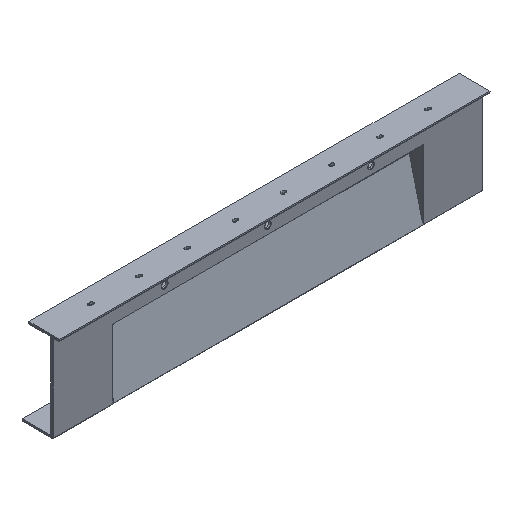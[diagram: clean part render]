
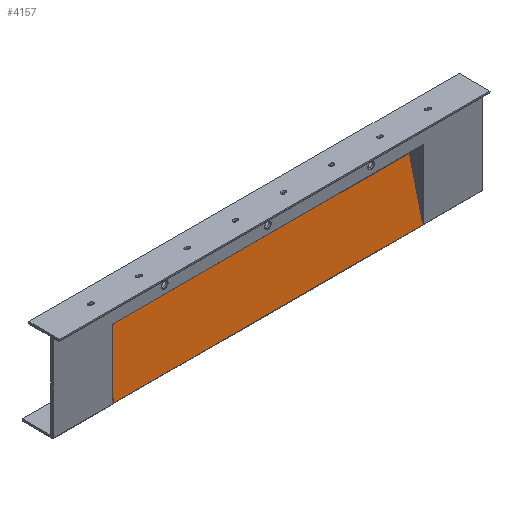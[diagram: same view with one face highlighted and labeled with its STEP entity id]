
A CAD part, isometric view. The second image highlights one B-rep face of the part: STEP entity #4157.
In plain terms, the highlighted planar face has unit normal (0, -0.974, 0.225).
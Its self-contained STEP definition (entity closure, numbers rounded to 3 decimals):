
#412 = LINE ( 'NONE', #8261, #5997 ) ;
#837 = CARTESIAN_POINT ( 'NONE',  ( -1490.762, 137.723, -140.029 ) ) ;
#868 = AXIS2_PLACEMENT_3D ( 'NONE', #5064, #7848, #8035 ) ;
#1086 = DIRECTION ( 'NONE',  ( -0.012, -0.225, -0.974 ) ) ;
#1436 = VERTEX_POINT ( 'NONE', #3784 ) ;
#2407 = DIRECTION ( 'NONE',  ( 1., 0., 0. ) ) ;
#2667 = VERTEX_POINT ( 'NONE', #5920 ) ;
#2727 = CARTESIAN_POINT ( 'NONE',  ( 299.964, 52.811, -507.823 ) ) ;
#2889 = LINE ( 'NONE', #7068, #8422 ) ;
#2993 = VERTEX_POINT ( 'NONE', #9704 ) ;
#3120 = VECTOR ( 'NONE', #10316, 1000. ) ;
#3567 = CARTESIAN_POINT ( 'NONE',  ( 301.056, 51.221, -514.713 ) ) ;
#3607 = EDGE_CURVE ( 'NONE', #2993, #11760, #10249, .T. ) ;
#3695 = ORIENTED_EDGE ( 'NONE', *, *, #5904, .T. ) ;
#3769 = ORIENTED_EDGE ( 'NONE', *, *, #12614, .T. ) ;
#3784 = CARTESIAN_POINT ( 'NONE',  ( -1495.337, 50.434, -518.12 ) ) ;
#4157 = ADVANCED_FACE ( 'NONE', ( #11818 ), #7074, .F. ) ;
#4680 = ORIENTED_EDGE ( 'NONE', *, *, #6983, .T. ) ;
#4836 = CARTESIAN_POINT ( 'NONE',  ( 1200., 137.723, -140.029 ) ) ;
#5064 = CARTESIAN_POINT ( 'NONE',  ( 1200., 137.499, -141. ) ) ;
#5904 = EDGE_CURVE ( 'NONE', #1436, #2667, #412, .T. ) ;
#5920 = CARTESIAN_POINT ( 'NONE',  ( 302.818, 50.434, -518.12 ) ) ;
#5997 = VECTOR ( 'NONE', #2407, 1000. ) ;
#6703 = CARTESIAN_POINT ( 'NONE',  ( 302.818, 50.434, -518.12 ) ) ;
#6983 = EDGE_CURVE ( 'NONE', #2667, #11760, #9965, .T. ) ;
#7068 = CARTESIAN_POINT ( 'NONE',  ( -1495.354, 50.116, -519.499 ) ) ;
#7074 = PLANE ( 'NONE',  #868 ) ;
#7673 = CARTESIAN_POINT ( 'NONE',  ( 299.863, 54.738, -499.476 ) ) ;
#7674 = LINE ( 'NONE', #4836, #12706 ) ;
#7732 = VERTEX_POINT ( 'NONE', #837 ) ;
#7848 = DIRECTION ( 'NONE',  ( 0., 0.974, -0.225 ) ) ;
#8035 = DIRECTION ( 'NONE',  ( 0., 0.225, 0.974 ) ) ;
#8261 = CARTESIAN_POINT ( 'NONE',  ( 1200., 50.434, -518.12 ) ) ;
#8274 = ORIENTED_EDGE ( 'NONE', *, *, #11846, .F. ) ;
#8422 = VECTOR ( 'NONE', #1086, 1000. ) ;
#8767 = DIRECTION ( 'NONE',  ( 1., 0., 0. ) ) ;
#9704 = CARTESIAN_POINT ( 'NONE',  ( 295.514, 137.723, -140.029 ) ) ;
#9965 =( BOUNDED_CURVE ( )  B_SPLINE_CURVE ( 3, ( #6703, #3567, #2727, #7673 ),
 .UNSPECIFIED., .F., .F. ) 
 B_SPLINE_CURVE_WITH_KNOTS ( ( 4, 4 ),
 ( 3.561, 4.66 ),
 .UNSPECIFIED. ) 
 CURVE ( )  GEOMETRIC_REPRESENTATION_ITEM ( )  RATIONAL_B_SPLINE_CURVE ( ( 1., 0.902, 0.902, 1. ) ) 
 REPRESENTATION_ITEM ( '' )  );
#10184 = CARTESIAN_POINT ( 'NONE',  ( 299.863, 54.738, -499.476 ) ) ;
#10249 = LINE ( 'NONE', #11212, #3120 ) ;
#10316 = DIRECTION ( 'NONE',  ( 0.012, -0.225, -0.974 ) ) ;
#11212 = CARTESIAN_POINT ( 'NONE',  ( 300.118, 49.875, -520.541 ) ) ;
#11602 = EDGE_LOOP ( 'NONE', ( #3769, #3695, #4680, #11825, #8274 ) ) ;
#11760 = VERTEX_POINT ( 'NONE', #10184 ) ;
#11818 = FACE_OUTER_BOUND ( 'NONE', #11602, .T. ) ;
#11825 = ORIENTED_EDGE ( 'NONE', *, *, #3607, .F. ) ;
#11846 = EDGE_CURVE ( 'NONE', #7732, #2993, #7674, .T. ) ;
#12614 = EDGE_CURVE ( 'NONE', #7732, #1436, #2889, .T. ) ;
#12706 = VECTOR ( 'NONE', #8767, 1000. ) ;
